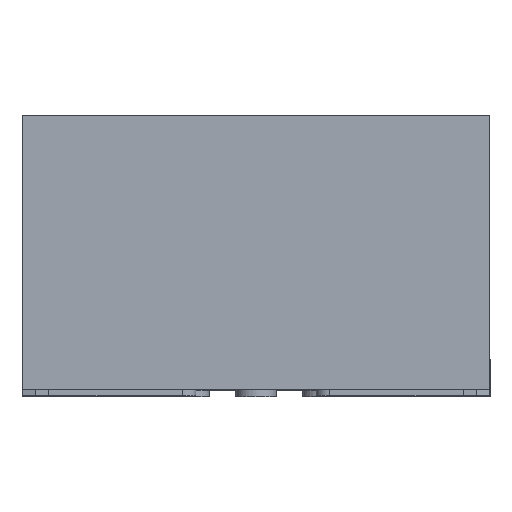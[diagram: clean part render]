
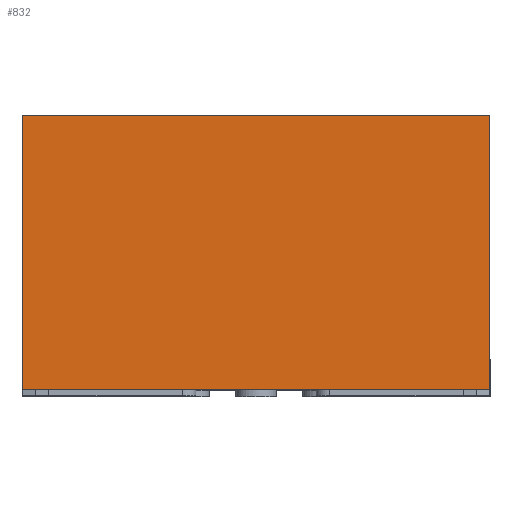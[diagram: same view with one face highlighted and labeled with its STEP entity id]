
A CAD part, top view. The second image highlights one B-rep face of the part: STEP entity #832.
In plain terms, the highlighted planar face has unit normal (0, 0, 1).
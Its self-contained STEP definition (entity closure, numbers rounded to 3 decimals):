
#158 = DIRECTION ( 'NONE',  ( 0., 1., 0. ) ) ;
#214 = ORIENTED_EDGE ( 'NONE', *, *, #5595, .F. ) ;
#367 = EDGE_LOOP ( 'NONE', ( #1267, #6756, #6910, #214 ) ) ;
#470 = LINE ( 'NONE', #5886, #583 ) ;
#583 = VECTOR ( 'NONE', #8590, 1000. ) ;
#751 = VERTEX_POINT ( 'NONE', #4704 ) ;
#832 = ADVANCED_FACE ( 'NONE', ( #5712 ), #7001, .T. ) ;
#916 = CARTESIAN_POINT ( 'NONE',  ( -1.75, -5.701, 2.25 ) ) ;
#1267 = ORIENTED_EDGE ( 'NONE', *, *, #5530, .F. ) ;
#1481 = LINE ( 'NONE', #2862, #1804 ) ;
#1626 = DIRECTION ( 'NONE',  ( 0., 0., 1. ) ) ;
#1804 = VECTOR ( 'NONE', #158, 1000. ) ;
#2084 = VECTOR ( 'NONE', #2506, 1000. ) ;
#2364 = VECTOR ( 'NONE', #4945, 1000. ) ;
#2368 = EDGE_CURVE ( 'NONE', #8765, #4839, #470, .T. ) ;
#2506 = DIRECTION ( 'NONE',  ( 0., 1., 0. ) ) ;
#2553 = LINE ( 'NONE', #8586, #2084 ) ;
#2862 = CARTESIAN_POINT ( 'NONE',  ( -1.75, -5.701, 2.25 ) ) ;
#3319 = CARTESIAN_POINT ( 'NONE',  ( 1.75, 0.05, 2.25 ) ) ;
#3338 = VERTEX_POINT ( 'NONE', #3319 ) ;
#3570 = LINE ( 'NONE', #8229, #2364 ) ;
#4442 = CARTESIAN_POINT ( 'NONE',  ( -1.75, 2.1, 2.25 ) ) ;
#4704 = CARTESIAN_POINT ( 'NONE',  ( -1.75, 0.05, 2.25 ) ) ;
#4839 = VERTEX_POINT ( 'NONE', #8584 ) ;
#4918 = DIRECTION ( 'NONE',  ( 1., 0., 0. ) ) ;
#4945 = DIRECTION ( 'NONE',  ( -1., 0., 0. ) ) ;
#5530 = EDGE_CURVE ( 'NONE', #3338, #751, #3570, .T. ) ;
#5595 = EDGE_CURVE ( 'NONE', #751, #8765, #1481, .T. ) ;
#5712 = FACE_OUTER_BOUND ( 'NONE', #367, .T. ) ;
#5832 = EDGE_CURVE ( 'NONE', #3338, #4839, #2553, .T. ) ;
#5886 = CARTESIAN_POINT ( 'NONE',  ( -1.75, 2.1, 2.25 ) ) ;
#6756 = ORIENTED_EDGE ( 'NONE', *, *, #5832, .T. ) ;
#6910 = ORIENTED_EDGE ( 'NONE', *, *, #2368, .F. ) ;
#7001 = PLANE ( 'NONE',  #8064 ) ;
#8064 = AXIS2_PLACEMENT_3D ( 'NONE', #916, #1626, #4918 ) ;
#8229 = CARTESIAN_POINT ( 'NONE',  ( -1.75, 0.05, 2.25 ) ) ;
#8584 = CARTESIAN_POINT ( 'NONE',  ( 1.75, 2.1, 2.25 ) ) ;
#8586 = CARTESIAN_POINT ( 'NONE',  ( 1.75, -5.701, 2.25 ) ) ;
#8590 = DIRECTION ( 'NONE',  ( 1., 0., 0. ) ) ;
#8765 = VERTEX_POINT ( 'NONE', #4442 ) ;
